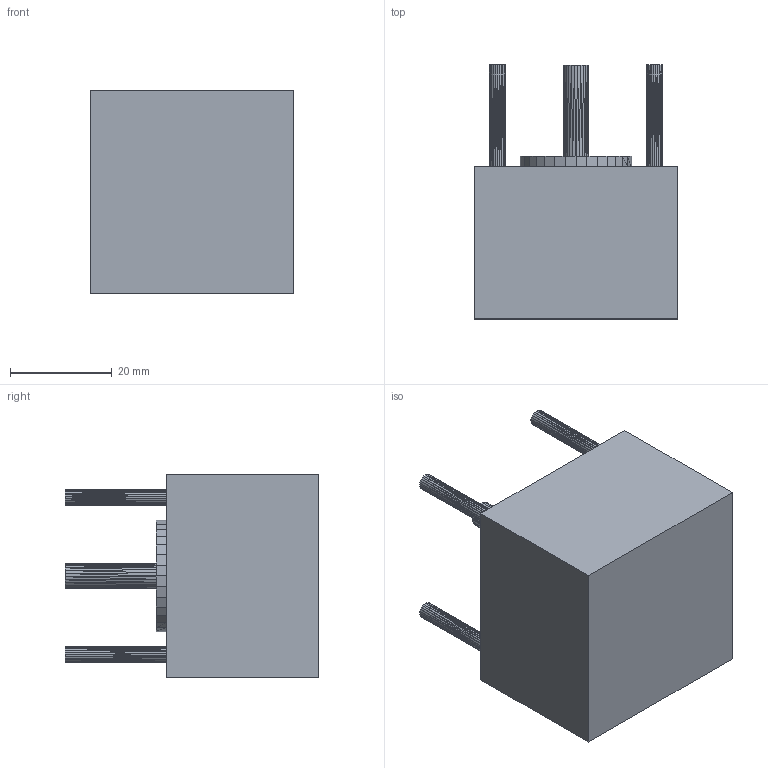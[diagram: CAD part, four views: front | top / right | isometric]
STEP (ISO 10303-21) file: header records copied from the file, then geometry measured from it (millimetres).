
FILE_DESCRIPTION(('FreeCAD Model'),'2;1');
FILE_NAME('nema17-corto.step', '2014-05-08T02:49:39',('FreeCAD'),('FreeCAD'), 'Open CASCADE STEP processor 6.5','FreeCAD','Unknown');
FILE_SCHEMA(('AUTOMOTIVE_DESIGN_CC2 { 1 2 10303 214 -1 1 5 4 }'));
Length unit declared in the file: millimetre
Products named in the file (1): Solid
Bounding box: 40.11 x 50 x 40.13 mm (x, y, z)
Volume: 50044.9 mm3; surface area: 9257.6 mm2
Topology: 1 solids, 1 shells, 304 faces, 614 edges, 317 vertices
Faces by surface type: plane 304
Entity records: 14999 total; most frequent: CARTESIAN_POINT 2850, DIRECTION 2066, LINE 1456, VECTOR 1456, ORIENTED_EDGE 1228, PCURVE 1228, DEFINITIONAL_REPRESENTATION 1228, EDGE_CURVE 614
